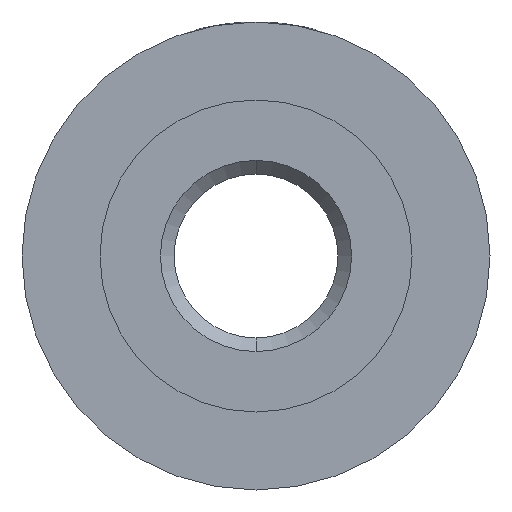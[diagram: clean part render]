
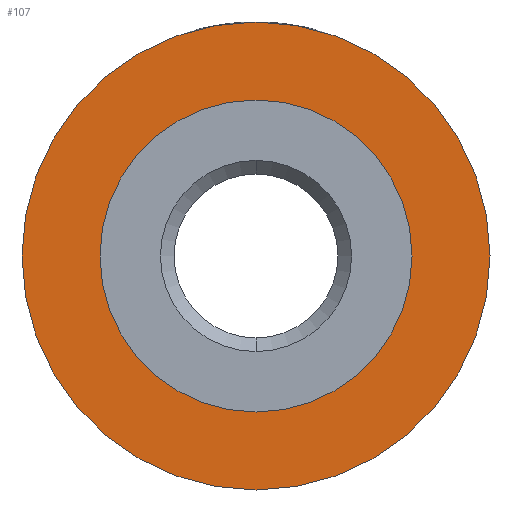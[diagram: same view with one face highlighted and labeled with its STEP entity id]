
A CAD part, front view. The second image highlights one B-rep face of the part: STEP entity #107.
In plain terms, the highlighted planar face has unit normal (0, -1, 0).
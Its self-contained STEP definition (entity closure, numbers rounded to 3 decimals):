
#27 = DIRECTION ( 'NONE',  ( 0., 0., 1. ) ) ;
#31 = FACE_BOUND ( 'NONE', #1075, .T. ) ;
#97 = EDGE_CURVE ( 'NONE', #841, #500, #1330, .T. ) ;
#107 = ADVANCED_FACE ( 'NONE', ( #31, #1161 ), #225, .F. ) ;
#131 = DIRECTION ( 'NONE',  ( 0., -1., 0. ) ) ;
#132 = EDGE_CURVE ( 'NONE', #500, #841, #453, .T. ) ;
#139 = DIRECTION ( 'NONE',  ( 0., -1., 0. ) ) ;
#225 = PLANE ( 'NONE',  #774 ) ;
#239 = CARTESIAN_POINT ( 'NONE',  ( 0., 0., 0. ) ) ;
#246 = CARTESIAN_POINT ( 'NONE',  ( 0., 0., 6. ) ) ;
#300 = CIRCLE ( 'NONE', #1405, 6. ) ;
#375 = ORIENTED_EDGE ( 'NONE', *, *, #132, .F. ) ;
#394 = ORIENTED_EDGE ( 'NONE', *, *, #870, .F. ) ;
#453 = CIRCLE ( 'NONE', #706, 4. ) ;
#460 = DIRECTION ( 'NONE',  ( 0., 0., -1. ) ) ;
#500 = VERTEX_POINT ( 'NONE', #1085 ) ;
#547 = AXIS2_PLACEMENT_3D ( 'NONE', #589, #131, #460 ) ;
#589 = CARTESIAN_POINT ( 'NONE',  ( 0., 0., 0. ) ) ;
#603 = CARTESIAN_POINT ( 'NONE',  ( 0., 0., 0. ) ) ;
#608 = DIRECTION ( 'NONE',  ( 0., 0., 1. ) ) ;
#623 = EDGE_CURVE ( 'NONE', #687, #1313, #300, .T. ) ;
#678 = CARTESIAN_POINT ( 'NONE',  ( 0., 0., 0. ) ) ;
#687 = VERTEX_POINT ( 'NONE', #924 ) ;
#706 = AXIS2_PLACEMENT_3D ( 'NONE', #1240, #139, #791 ) ;
#774 = AXIS2_PLACEMENT_3D ( 'NONE', #678, #912, #1230 ) ;
#791 = DIRECTION ( 'NONE',  ( 0., 0., -1. ) ) ;
#802 = EDGE_LOOP ( 'NONE', ( #941, #394 ) ) ;
#841 = VERTEX_POINT ( 'NONE', #1156 ) ;
#870 = EDGE_CURVE ( 'NONE', #1313, #687, #998, .T. ) ;
#884 = DIRECTION ( 'NONE',  ( 0., 1., 0. ) ) ;
#912 = DIRECTION ( 'NONE',  ( 0., 1., 0. ) ) ;
#924 = CARTESIAN_POINT ( 'NONE',  ( 0., 0., -6. ) ) ;
#941 = ORIENTED_EDGE ( 'NONE', *, *, #623, .F. ) ;
#998 = CIRCLE ( 'NONE', #1077, 6. ) ;
#1075 = EDGE_LOOP ( 'NONE', ( #375, #1250 ) ) ;
#1077 = AXIS2_PLACEMENT_3D ( 'NONE', #603, #1371, #608 ) ;
#1085 = CARTESIAN_POINT ( 'NONE',  ( 0., 0., 4. ) ) ;
#1156 = CARTESIAN_POINT ( 'NONE',  ( 0., 0., -4. ) ) ;
#1161 = FACE_OUTER_BOUND ( 'NONE', #802, .T. ) ;
#1230 = DIRECTION ( 'NONE',  ( 0., 0., 1. ) ) ;
#1240 = CARTESIAN_POINT ( 'NONE',  ( 0., 0., 0. ) ) ;
#1250 = ORIENTED_EDGE ( 'NONE', *, *, #97, .F. ) ;
#1313 = VERTEX_POINT ( 'NONE', #246 ) ;
#1330 = CIRCLE ( 'NONE', #547, 4. ) ;
#1371 = DIRECTION ( 'NONE',  ( 0., 1., 0. ) ) ;
#1405 = AXIS2_PLACEMENT_3D ( 'NONE', #239, #884, #27 ) ;
